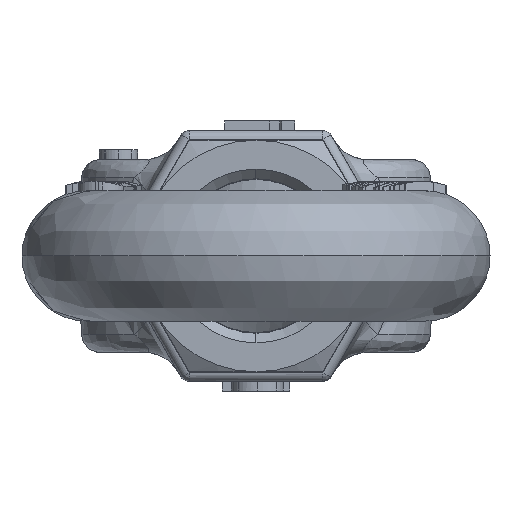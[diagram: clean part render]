
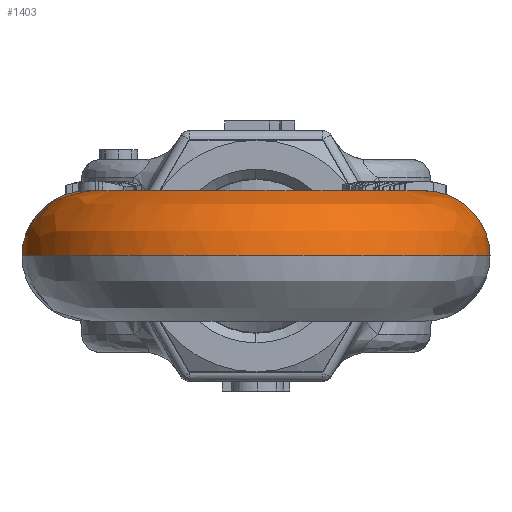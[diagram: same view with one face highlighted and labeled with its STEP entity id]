
A CAD part, left-side view. The second image highlights one B-rep face of the part: STEP entity #1403.
In plain terms, the highlighted free-form (B-spline) face has degree [3, 3] with [7, 4] control points.
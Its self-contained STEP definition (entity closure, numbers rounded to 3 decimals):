
#1403=ADVANCED_FACE('NONE',(#3106),#3107,.T.);
#3106=FACE_OUTER_BOUND('',#9291,.T.);
#3107=(B_SPLINE_SURFACE(3,3,((#9293,#9294,#9295,#9296),(#9297,#9298,#9299,#9300),(#9301,#9302,#9303,#9304),(#9305,#9306,#9307,#9308),(#9309,#9310,#9311,#9312),(#9313,#9314,#9315,#9316),(#9317,#9318,#9319,#9320)),.UNSPECIFIED.,.T.,.F.,.F.)B_SPLINE_SURFACE_WITH_KNOTS((4,3,4),(4,4),(0.0,0.5,1.0),(0.0,1.0),.UNSPECIFIED.)RATIONAL_B_SPLINE_SURFACE(((1.0,0.34,0.34,1.0),(0.333,0.113,0.113,0.333),(0.333,0.113,0.113,0.333),(1.0,0.34,0.34,1.0),(0.333,0.113,0.113,0.333),(0.333,0.113,0.113,0.333),(1.0,0.34,0.34,1.0)))BOUNDED_SURFACE()REPRESENTATION_ITEM('')GEOMETRIC_REPRESENTATION_ITEM()SURFACE());
#9291=EDGE_LOOP('',(#16166,#16167,#16168,#16169));
#9293=CARTESIAN_POINT('',(-101.057,178.837,201.834));
#9294=CARTESIAN_POINT('',(-148.667,178.394,201.834));
#9295=CARTESIAN_POINT('',(-148.667,130.782,201.834));
#9296=CARTESIAN_POINT('',(-101.057,130.339,201.834));
#9297=CARTESIAN_POINT('',(-101.057,178.837,188.334));
#9298=CARTESIAN_POINT('',(-148.667,178.394,188.334));
#9299=CARTESIAN_POINT('',(-148.667,130.782,188.334));
#9300=CARTESIAN_POINT('',(-101.057,130.339,188.334));
#9301=CARTESIAN_POINT('',(-100.931,165.338,188.334));
#9302=CARTESIAN_POINT('',(-122.037,165.141,188.334));
#9303=CARTESIAN_POINT('',(-122.037,144.035,188.334));
#9304=CARTESIAN_POINT('',(-100.931,143.839,188.334));
#9305=CARTESIAN_POINT('',(-100.931,165.338,201.834));
#9306=CARTESIAN_POINT('',(-122.037,165.141,201.834));
#9307=CARTESIAN_POINT('',(-122.037,144.035,201.834));
#9308=CARTESIAN_POINT('',(-100.931,143.839,201.834));
#9309=CARTESIAN_POINT('',(-100.931,165.338,215.334));
#9310=CARTESIAN_POINT('',(-122.037,165.141,215.334));
#9311=CARTESIAN_POINT('',(-122.037,144.035,215.334));
#9312=CARTESIAN_POINT('',(-100.931,143.839,215.334));
#9313=CARTESIAN_POINT('',(-101.057,178.837,215.334));
#9314=CARTESIAN_POINT('',(-148.667,178.394,215.334));
#9315=CARTESIAN_POINT('',(-148.667,130.782,215.334));
#9316=CARTESIAN_POINT('',(-101.057,130.339,215.334));
#9317=CARTESIAN_POINT('',(-101.057,178.837,201.834));
#9318=CARTESIAN_POINT('',(-148.667,178.394,201.834));
#9319=CARTESIAN_POINT('',(-148.667,130.782,201.834));
#9320=CARTESIAN_POINT('',(-101.057,130.339,201.834));
#16166=ORIENTED_EDGE('',*,*,#20144,.F.);
#16167=ORIENTED_EDGE('',*,*,#20145,.F.);
#16168=ORIENTED_EDGE('',*,*,#20146,.T.);
#16169=ORIENTED_EDGE('',*,*,#20147,.F.);
#20144=EDGE_CURVE('',#22980,#22981,#22982,.T.);
#20145=EDGE_CURVE('NONE',#22983,#22980,#22984,.T.);
#20146=EDGE_CURVE('',#22983,#22985,#22986,.T.);
#20147=EDGE_CURVE('NONE',#22981,#22985,#22987,.T.);
#22980=VERTEX_POINT('NONE',#30738);
#22981=VERTEX_POINT('NONE',#30739);
#22982=(B_SPLINE_CURVE(3,(#30741,#30742,#30743,#30744),.UNSPECIFIED.,.F.,.F.)B_SPLINE_CURVE_WITH_KNOTS((4,4),(-1.0,-0.0),.UNSPECIFIED.)RATIONAL_B_SPLINE_CURVE((1.0,0.34,0.34,1.0))BOUNDED_CURVE()REPRESENTATION_ITEM('')GEOMETRIC_REPRESENTATION_ITEM()CURVE());
#22983=VERTEX_POINT('',#30751);
#22984=CIRCLE('',#30752,6.75);
#22985=VERTEX_POINT('',#30753);
#22986=(B_SPLINE_CURVE(3,(#30755,#30756,#30757,#30758),.UNSPECIFIED.,.F.,.F.)B_SPLINE_CURVE_WITH_KNOTS((4,4),(-1.0,-0.0),.UNSPECIFIED.)RATIONAL_B_SPLINE_CURVE((1.0,0.34,0.34,1.0))BOUNDED_CURVE()REPRESENTATION_ITEM('')GEOMETRIC_REPRESENTATION_ITEM()CURVE());
#22987=CIRCLE('',#30765,6.75);
#30738=CARTESIAN_POINT('',(-101.057,130.339,201.834));
#30739=CARTESIAN_POINT('',(-101.057,178.837,201.834));
#30741=CARTESIAN_POINT('',(-101.057,130.339,201.834));
#30742=CARTESIAN_POINT('',(-148.667,130.782,201.834));
#30743=CARTESIAN_POINT('',(-148.667,178.394,201.834));
#30744=CARTESIAN_POINT('',(-101.057,178.837,201.834));
#30751=CARTESIAN_POINT('',(-100.931,143.839,201.834));
#30752=AXIS2_PLACEMENT_3D('',#37742,#37743,#37744);
#30753=CARTESIAN_POINT('',(-100.931,165.338,201.834));
#30755=CARTESIAN_POINT('',(-100.931,143.839,201.834));
#30756=CARTESIAN_POINT('',(-122.037,144.035,201.834));
#30757=CARTESIAN_POINT('',(-122.037,165.141,201.834));
#30758=CARTESIAN_POINT('',(-100.931,165.338,201.834));
#30765=AXIS2_PLACEMENT_3D('',#37745,#37746,#37747);
#37742=CARTESIAN_POINT('',(-100.994,137.089,201.834));
#37743=DIRECTION('',(1.,-0.009,0.0));
#37744=DIRECTION('',(-0.009,-1.,0.0));
#37745=CARTESIAN_POINT('',(-100.994,172.087,201.834));
#37746=DIRECTION('',(1.,0.009,0.0));
#37747=DIRECTION('',(-0.009,1.,0.0));
